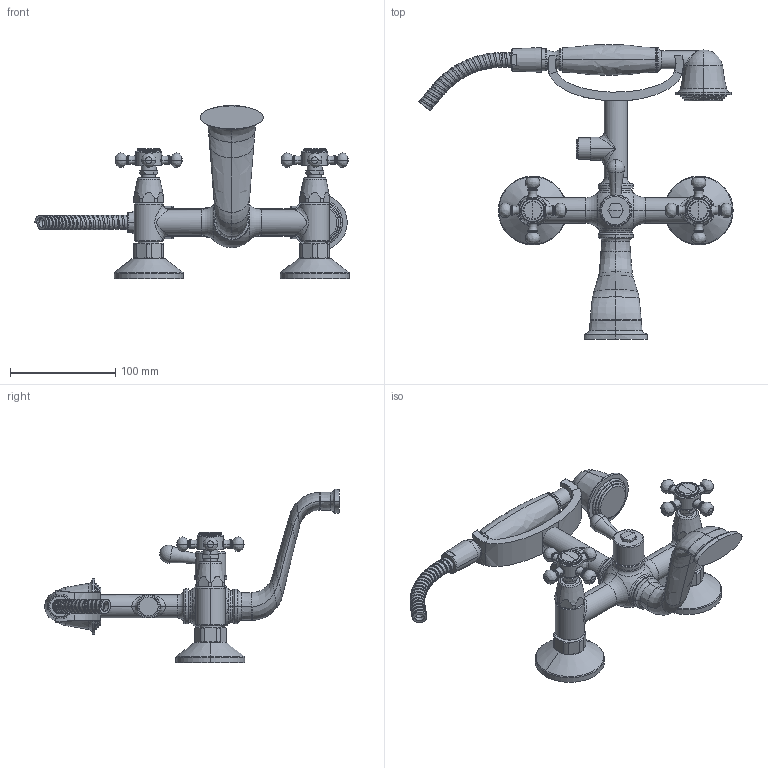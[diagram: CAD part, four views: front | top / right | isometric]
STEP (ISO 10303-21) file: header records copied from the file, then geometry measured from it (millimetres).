
FILE_DESCRIPTION((''),'2;1');
FILE_NAME('VLV022CR','2021-11-11T08:34:57',('ut3'),('PAFFONI SpA'),'CREO PARAMETRIC BY PTC INC, 2020044','CREO PARAMETRIC BY PTC INC, 2020044','');
FILE_SCHEMA(('CONFIG_CONTROL_DESIGN','SHAPE_APPEARANCE_LAYERS_GROUPS'));
Length unit declared in the file: millimetre
Products named in the file (1): VLV022CR
Bounding box: 299.05 x 280.51 x 165.32 mm (x, y, z)
Volume: 640119.1 mm3; surface area: 134500.7 mm2
Topology: 3 solids, 3 shells, 1262 faces, 3275 edges, 2039 vertices
Faces by surface type: plane 514, cylinder 350, bspline 149, torus 144, cone 74, sphere 28, extrusion 3
Entity records: 72377 total; most frequent: CARTESIAN_POINT 32659, ORIENTED_EDGE 6494, DIRECTION 5832, EDGE_CURVE 3247, AXIS2_PLACEMENT_3D 2245, VERTEX_POINT 2039, FILL_AREA_STYLE_COLOUR 1509, FILL_AREA_STYLE 1509
